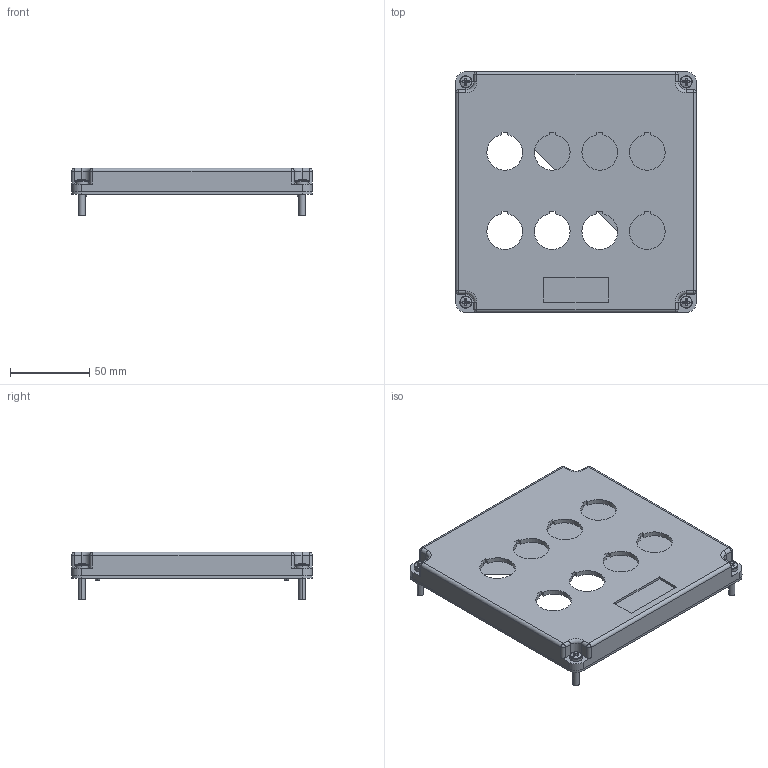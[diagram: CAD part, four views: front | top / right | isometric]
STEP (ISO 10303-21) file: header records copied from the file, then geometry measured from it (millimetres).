
FILE_DESCRIPTION(('Creo Elements/Direct Modeling STEP Export'),'2;1');
FILE_NAME('0ln7uvk43tkccpr3500','2016-07-27T 8:49:39',(''),(''),'PTC Creo Elements/Direct Modeling STEP processor for AP214 (Solid Model)','PTC Creo Elements/Direct Modeling 19.0B 21-Mar-2015 (C) Parametric Technology GmbH','');
FILE_SCHEMA(('AUTOMOTIVE_DESIGN { 1 0 10303 214 1 1 1 1 }'));
Length unit declared in the file: millimetre
Products named in the file (2): A2T_1515.08
Assembly tree (1 placements, depth 2):
  A2T_1515.08
    A2T_1515.08
Bounding box: 152.02 x 152 x 30 mm (x, y, z)
Volume: 95266.6 mm3; surface area: 69634.6 mm2
Topology: 1 solids, 4 shells, 598 faces, 1599 edges, 1047 vertices
Faces by surface type: plane 450, cylinder 112, sphere 18, torus 14, cone 4
Entity records: 17860 total; most frequent: ORIENTED_EDGE 3182, CARTESIAN_POINT 3092, DIRECTION 2883, EDGE_CURVE 1591, VECTOR 1207, LINE 1207, VERTEX_POINT 1047, AXIS2_PLACEMENT_3D 838
